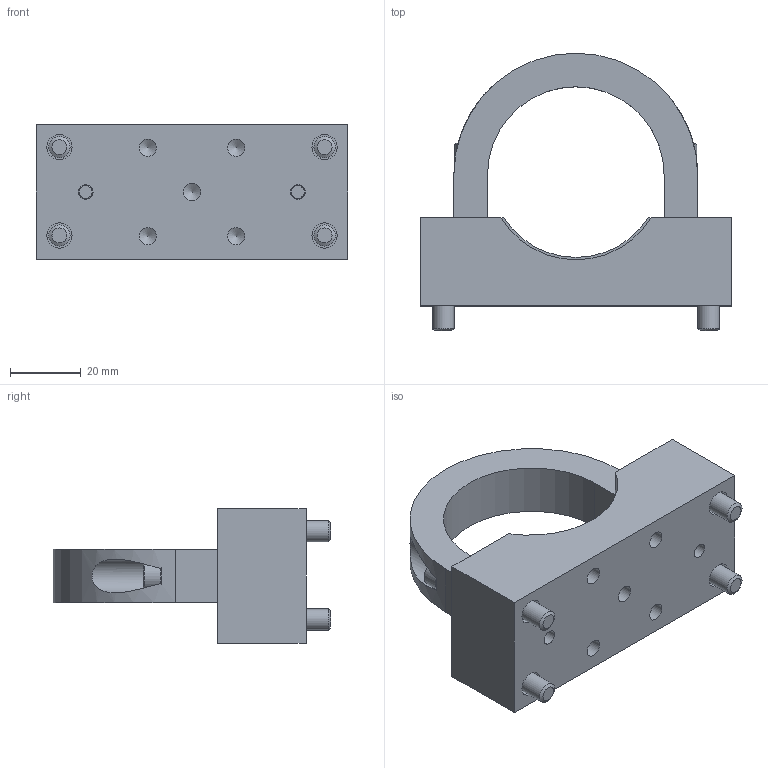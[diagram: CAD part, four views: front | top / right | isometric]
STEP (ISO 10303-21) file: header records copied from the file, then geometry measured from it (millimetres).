
FILE_DESCRIPTION(/* description */ ('FLAT MOUNT ASS''Y, METRIC, SLIM'),/* implementation_level */ '2;1');
FILE_NAME(/* name */ 'Jesse''80270_0.stp',/* time_stamp */ '2018-05-23T11:41:45-04:00',/* author */ ('Williamson'),/* organization */ ('NAVITAR'),/* preprocessor_version */ 'ST-DEVELOPER v16.13',/* originating_system */ 'Autodesk Inventor 2018',/* authorisation */ '');
FILE_SCHEMA (('AUTOMOTIVE_DESIGN { 1 0 10303 214 3 1 1 }'));
Length unit declared in the file: inch
Products named in the file (5): SK-1-80270; SK-3-80272; SK-3-80273; 8-7693; 8-7492
Assembly tree (8 placements, depth 2):
  SK-1-80270
    SK-3-80272
    SK-3-80273
    8-7693  x2
    8-7492  x4
Bounding box: 88.14 x 78.49 x 38.1 mm (x, y, z)
Volume: 81744.8 mm3; surface area: 28039.6 mm2
Topology: 8 solids, 8 shells, 150 faces, 317 edges, 205 vertices
Faces by surface type: plane 87, cylinder 42, cone 17, torus 4
Full cylindrical faces by diameter (mm): 3.614 x2, 4.14 x2, 4.928 x5, 4.984 x4, 5 x2, 5.588 x2, 6 x4, 7.137 x4, 8.5 x2, 10 x4, 11.1 x4
Entity records: 2440 total; most frequent: CARTESIAN_POINT 426, DIRECTION 404, ORIENTED_EDGE 294, AXIS2_PLACEMENT_3D 161, EDGE_CURVE 147, EDGE_LOOP 146, VERTEX_POINT 115, FACE_OUTER_BOUND 85
